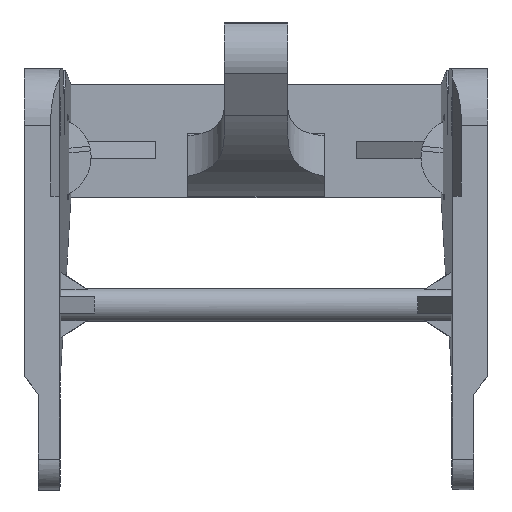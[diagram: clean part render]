
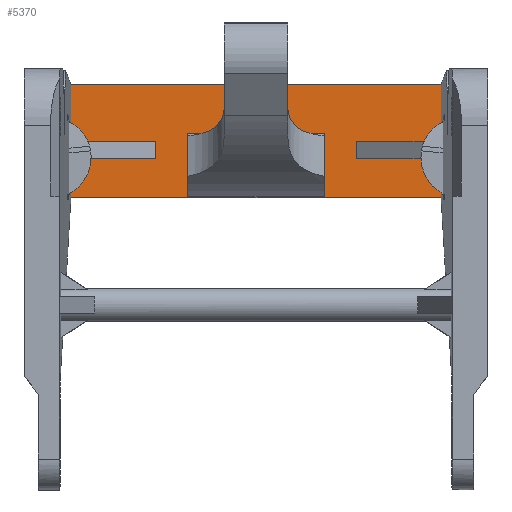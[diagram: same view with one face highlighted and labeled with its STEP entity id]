
A CAD part, front view. The second image highlights one B-rep face of the part: STEP entity #5370.
In plain terms, the highlighted planar face has unit normal (0, -1, 0).
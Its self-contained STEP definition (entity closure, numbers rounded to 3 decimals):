
#15 = VERTEX_POINT ( 'NONE', #4321 ) ;
#64 = CARTESIAN_POINT ( 'NONE',  ( 3.85, 49.9, 0.42 ) ) ;
#68 = LINE ( 'NONE', #230, #3338 ) ;
#78 = VECTOR ( 'NONE', #2782, 1000. ) ;
#144 = VECTOR ( 'NONE', #2471, 1000. ) ;
#178 = CARTESIAN_POINT ( 'NONE',  ( 10.455, 49.9, -1. ) ) ;
#230 = CARTESIAN_POINT ( 'NONE',  ( -10.455, 49.9, 0. ) ) ;
#241 = VERTEX_POINT ( 'NONE', #3471 ) ;
#267 = VERTEX_POINT ( 'NONE', #64 ) ;
#280 = CARTESIAN_POINT ( 'NONE',  ( 3.85, 49.9, -0.1 ) ) ;
#307 = DIRECTION ( 'NONE',  ( -1., 0., 0. ) ) ;
#327 = PLANE ( 'NONE',  #2528 ) ;
#395 = DIRECTION ( 'NONE',  ( 1., 0., 0. ) ) ;
#618 = ORIENTED_EDGE ( 'NONE', *, *, #4982, .F. ) ;
#632 = ORIENTED_EDGE ( 'NONE', *, *, #4259, .T. ) ;
#650 = DIRECTION ( 'NONE',  ( -1., 0., 0. ) ) ;
#682 = CARTESIAN_POINT ( 'NONE',  ( 10.455, 49.9, -3.187 ) ) ;
#697 = ORIENTED_EDGE ( 'NONE', *, *, #4155, .F. ) ;
#726 = CARTESIAN_POINT ( 'NONE',  ( 10.455, 49.9, 0. ) ) ;
#737 = LINE ( 'NONE', #3879, #3011 ) ;
#753 = DIRECTION ( 'NONE',  ( 0., 0., 1. ) ) ;
#763 = VERTEX_POINT ( 'NONE', #4086 ) ;
#1127 = CARTESIAN_POINT ( 'NONE',  ( 12.5, 49.9, -3.187 ) ) ;
#1221 = LINE ( 'NONE', #3532, #3778 ) ;
#1270 = VECTOR ( 'NONE', #395, 1000. ) ;
#1273 = DIRECTION ( 'NONE',  ( -1., 0., 0. ) ) ;
#1334 = LINE ( 'NONE', #3150, #4500 ) ;
#1337 = VERTEX_POINT ( 'NONE', #1658 ) ;
#1397 = DIRECTION ( 'NONE',  ( -1., 0., 0. ) ) ;
#1409 = LINE ( 'NONE', #2904, #144 ) ;
#1426 = LINE ( 'NONE', #726, #4715 ) ;
#1449 = LINE ( 'NONE', #1798, #2723 ) ;
#1461 = EDGE_CURVE ( 'NONE', #3189, #3573, #1449, .T. ) ;
#1535 = VECTOR ( 'NONE', #307, 1000. ) ;
#1658 = CARTESIAN_POINT ( 'NONE',  ( -5.678, 49.9, -1. ) ) ;
#1667 = LINE ( 'NONE', #1127, #1535 ) ;
#1781 = FACE_OUTER_BOUND ( 'NONE', #3433, .T. ) ;
#1798 = CARTESIAN_POINT ( 'NONE',  ( 5.678, 49.9, -1. ) ) ;
#1836 = EDGE_CURVE ( 'NONE', #2383, #241, #3114, .T. ) ;
#1839 = VERTEX_POINT ( 'NONE', #5121 ) ;
#1888 = CARTESIAN_POINT ( 'NONE',  ( 5.678, 49.9, -1. ) ) ;
#2003 = ORIENTED_EDGE ( 'NONE', *, *, #4157, .T. ) ;
#2073 = LINE ( 'NONE', #682, #3081 ) ;
#2130 = CARTESIAN_POINT ( 'NONE',  ( 3.85, 49.9, -3.1 ) ) ;
#2244 = EDGE_LOOP ( 'NONE', ( #3304, #5144, #5237, #3907 ) ) ;
#2383 = VERTEX_POINT ( 'NONE', #5482 ) ;
#2396 = CARTESIAN_POINT ( 'NONE',  ( -10.455, 49.9, -2.604 ) ) ;
#2471 = DIRECTION ( 'NONE',  ( 0., 0., 1. ) ) ;
#2487 = CARTESIAN_POINT ( 'NONE',  ( 10.455, 49.9, 3.227 ) ) ;
#2518 = EDGE_CURVE ( 'NONE', #2544, #1839, #1334, .T. ) ;
#2528 = AXIS2_PLACEMENT_3D ( 'NONE', #3740, #3319, #753 ) ;
#2544 = VERTEX_POINT ( 'NONE', #178 ) ;
#2682 = EDGE_CURVE ( 'NONE', #1839, #3993, #1667, .T. ) ;
#2723 = VECTOR ( 'NONE', #4792, 1000. ) ;
#2778 = ORIENTED_EDGE ( 'NONE', *, *, #3102, .T. ) ;
#2782 = DIRECTION ( 'NONE',  ( 0., 0., 1. ) ) ;
#2819 = EDGE_CURVE ( 'NONE', #763, #3573, #1426, .T. ) ;
#2829 = DIRECTION ( 'NONE',  ( 0., 0., -1. ) ) ;
#2886 = VERTEX_POINT ( 'NONE', #2911 ) ;
#2904 = CARTESIAN_POINT ( 'NONE',  ( -3.85, 49.9, -0.1 ) ) ;
#2911 = CARTESIAN_POINT ( 'NONE',  ( -10.455, 49.9, -1. ) ) ;
#3011 = VECTOR ( 'NONE', #4301, 1000. ) ;
#3017 = CARTESIAN_POINT ( 'NONE',  ( -10.455, 49.9, -3.187 ) ) ;
#3035 = CARTESIAN_POINT ( 'NONE',  ( -10.455, 49.9, 3.227 ) ) ;
#3038 = ORIENTED_EDGE ( 'NONE', *, *, #1461, .T. ) ;
#3081 = VECTOR ( 'NONE', #4961, 1000. ) ;
#3102 = EDGE_CURVE ( '����110', #1337, #2886, #1221, .T. ) ;
#3114 = LINE ( 'NONE', #2130, #4276 ) ;
#3150 = CARTESIAN_POINT ( 'NONE',  ( 10.455, 49.9, -3.187 ) ) ;
#3189 = VERTEX_POINT ( 'NONE', #1888 ) ;
#3304 = ORIENTED_EDGE ( 'NONE', *, *, #4319, .T. ) ;
#3319 = DIRECTION ( 'NONE',  ( 0., 1., 0. ) ) ;
#3329 = VERTEX_POINT ( 'NONE', #4127 ) ;
#3338 = VECTOR ( 'NONE', #650, 1000. ) ;
#3418 = LINE ( 'NONE', #3839, #1270 ) ;
#3433 = EDGE_LOOP ( 'NONE', ( #3894, #697, #3760, #632, #618, #4092, #2778, #2003, #4405, #4744, #3893, #3038 ) ) ;
#3471 = CARTESIAN_POINT ( 'NONE',  ( -3.85, 49.9, -3.1 ) ) ;
#3516 = LINE ( 'NONE', #3818, #4527 ) ;
#3532 = CARTESIAN_POINT ( 'NONE',  ( -10.455, 49.9, -1. ) ) ;
#3573 = VERTEX_POINT ( 'NONE', #4874 ) ;
#3589 = DIRECTION ( 'NONE',  ( 0., 0., -1. ) ) ;
#3739 = DIRECTION ( 'NONE',  ( 0., 0., -1. ) ) ;
#3740 = CARTESIAN_POINT ( 'NONE',  ( 18.822, 49.9, -3.187 ) ) ;
#3742 = VERTEX_POINT ( 'NONE', #4564 ) ;
#3760 = ORIENTED_EDGE ( 'NONE', *, *, #5463, .T. ) ;
#3778 = VECTOR ( 'NONE', #1397, 1000. ) ;
#3818 = CARTESIAN_POINT ( 'NONE',  ( 18.822, 49.9, 3.227 ) ) ;
#3839 = CARTESIAN_POINT ( 'NONE',  ( 3.85, 49.9, 0.42 ) ) ;
#3879 = CARTESIAN_POINT ( 'NONE',  ( 10.455, 49.9, -1. ) ) ;
#3882 = VERTEX_POINT ( 'NONE', #2487 ) ;
#3893 = ORIENTED_EDGE ( 'NONE', *, *, #4411, .T. ) ;
#3894 = ORIENTED_EDGE ( 'NONE', *, *, #2819, .F. ) ;
#3907 = ORIENTED_EDGE ( 'NONE', *, *, #1836, .T. ) ;
#3929 = FACE_BOUND ( 'NONE', #2244, .T. ) ;
#3965 = LINE ( 'NONE', #4164, #4955 ) ;
#3993 = VERTEX_POINT ( 'NONE', #3017 ) ;
#4070 = CARTESIAN_POINT ( 'NONE',  ( -5.678, 49.9, -1. ) ) ;
#4086 = CARTESIAN_POINT ( 'NONE',  ( 10.455, 49.9, 0. ) ) ;
#4092 = ORIENTED_EDGE ( 'NONE', *, *, #4105, .F. ) ;
#4105 = EDGE_CURVE ( 'NONE', #1337, #3329, #4507, .T. ) ;
#4106 = VECTOR ( 'NONE', #4128, 1000. ) ;
#4127 = CARTESIAN_POINT ( 'NONE',  ( -5.678, 49.9, 0. ) ) ;
#4128 = DIRECTION ( 'NONE',  ( 0., 0., 1. ) ) ;
#4154 = DIRECTION ( 'NONE',  ( -1., 0., 0. ) ) ;
#4155 = EDGE_CURVE ( '����112', #3882, #763, #2073, .T. ) ;
#4157 = EDGE_CURVE ( 'NONE', #2886, #3993, #4237, .T. ) ;
#4164 = CARTESIAN_POINT ( 'NONE',  ( -10.455, 49.9, -2.604 ) ) ;
#4198 = EDGE_CURVE ( '����36', #2383, #267, #5220, .T. ) ;
#4237 = LINE ( 'NONE', #2396, #5352 ) ;
#4250 = DIRECTION ( 'NONE',  ( -1., 0., 0. ) ) ;
#4259 = EDGE_CURVE ( 'NONE', #5195, #3742, #3965, .T. ) ;
#4276 = VECTOR ( 'NONE', #1273, 1000. ) ;
#4301 = DIRECTION ( 'NONE',  ( -1., 0., 0. ) ) ;
#4319 = EDGE_CURVE ( 'NONE', #241, #15, #1409, .T. ) ;
#4321 = CARTESIAN_POINT ( 'NONE',  ( -3.85, 49.9, 0.42 ) ) ;
#4405 = ORIENTED_EDGE ( 'NONE', *, *, #2682, .F. ) ;
#4411 = EDGE_CURVE ( 'NONE', #2544, #3189, #737, .T. ) ;
#4500 = VECTOR ( 'NONE', #3589, 1000. ) ;
#4507 = LINE ( 'NONE', #4070, #78 ) ;
#4527 = VECTOR ( 'NONE', #4250, 1000. ) ;
#4564 = CARTESIAN_POINT ( 'NONE',  ( -10.455, 49.9, 0. ) ) ;
#4715 = VECTOR ( 'NONE', #4154, 1000. ) ;
#4744 = ORIENTED_EDGE ( 'NONE', *, *, #2518, .F. ) ;
#4782 = EDGE_CURVE ( 'NONE', #15, #267, #3418, .T. ) ;
#4792 = DIRECTION ( 'NONE',  ( 0., 0., 1. ) ) ;
#4874 = CARTESIAN_POINT ( 'NONE',  ( 5.678, 49.9, 0. ) ) ;
#4955 = VECTOR ( 'NONE', #3739, 1000. ) ;
#4961 = DIRECTION ( 'NONE',  ( 0., 0., -1. ) ) ;
#4982 = EDGE_CURVE ( 'NONE', #3329, #3742, #68, .T. ) ;
#5121 = CARTESIAN_POINT ( 'NONE',  ( 10.455, 49.9, -3.187 ) ) ;
#5144 = ORIENTED_EDGE ( 'NONE', *, *, #4782, .T. ) ;
#5195 = VERTEX_POINT ( 'NONE', #3035 ) ;
#5220 = LINE ( 'NONE', #280, #4106 ) ;
#5237 = ORIENTED_EDGE ( 'NONE', *, *, #4198, .F. ) ;
#5352 = VECTOR ( 'NONE', #2829, 1000. ) ;
#5370 = ADVANCED_FACE ( '��22', ( #1781, #3929 ), #327, .F. ) ;
#5463 = EDGE_CURVE ( '����45', #3882, #5195, #3516, .T. ) ;
#5482 = CARTESIAN_POINT ( 'NONE',  ( 3.85, 49.9, -3.1 ) ) ;
